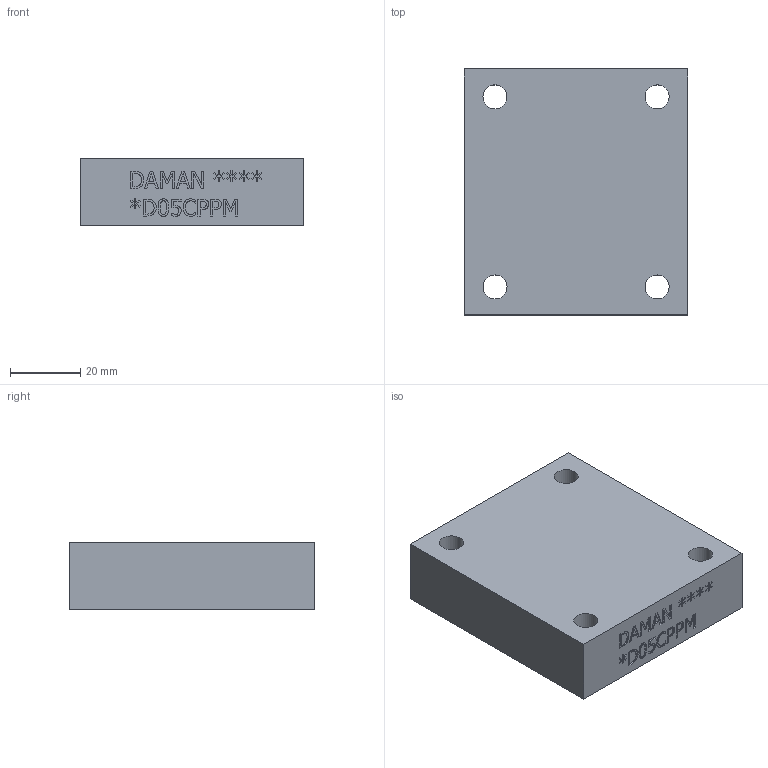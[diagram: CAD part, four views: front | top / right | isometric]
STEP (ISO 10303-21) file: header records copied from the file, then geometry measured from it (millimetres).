
FILE_DESCRIPTION(/* description */ (''),/* implementation_level */ '2;1');
FILE_NAME(/* name */ '_D05CPPM.stp',/* time_stamp */ '2021-12-08T09:21:01-05:00',/* author */ ('jrf'),/* organization */ (''),/* preprocessor_version */ 'ST-DEVELOPER v18',/* originating_system */ 'Autodesk Inventor 2020',/* authorisation */ '');
FILE_SCHEMA (('AUTOMOTIVE_DESIGN { 1 0 10303 214 3 1 1 }'));
Length unit declared in the file: inch
Products named in the file (1): _D05CPPM
Bounding box: 63.5 x 69.85 x 19.05 mm (x, y, z)
Volume: 80389.3 mm3; surface area: 15717.7 mm2
Topology: 1 solids, 1 shells, 304 faces, 833 edges, 560 vertices
Faces by surface type: plane 222, bspline 73, cylinder 9
Full cylindrical faces by diameter (mm): 6.807 x4, 15.875 x5
Entity records: 10213 total; most frequent: CARTESIAN_POINT 2873, ORIENTED_EDGE 1666, DIRECTION 1183, EDGE_CURVE 833, LINE 655, VECTOR 655, VERTEX_POINT 560, EDGE_LOOP 341
